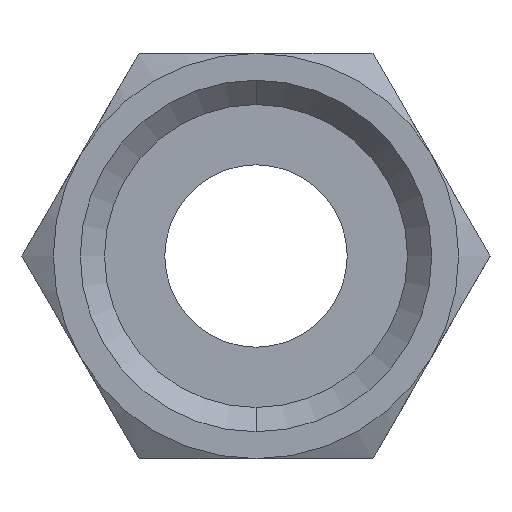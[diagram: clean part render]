
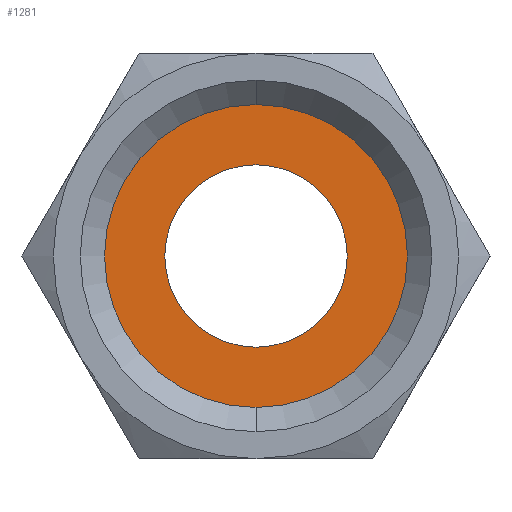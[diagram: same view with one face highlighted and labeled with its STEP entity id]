
A CAD part, front view. The second image highlights one B-rep face of the part: STEP entity #1281.
In plain terms, the highlighted planar face has unit normal (0, -1, 0).
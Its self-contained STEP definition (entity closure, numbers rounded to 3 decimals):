
#34 = CARTESIAN_POINT ( 'NONE',  ( 0., 11.5, 0. ) ) ;
#64 = DIRECTION ( 'NONE',  ( 0., 1., 0. ) ) ;
#118 = CIRCLE ( 'NONE', #508, 7.475 ) ;
#125 = CIRCLE ( 'NONE', #1211, 4.5 ) ;
#135 = VERTEX_POINT ( 'NONE', #369 ) ;
#155 = ORIENTED_EDGE ( 'NONE', *, *, #609, .F. ) ;
#185 = PLANE ( 'NONE',  #591 ) ;
#192 = EDGE_LOOP ( 'NONE', ( #1480, #155 ) ) ;
#229 = CARTESIAN_POINT ( 'NONE',  ( 0., 11.5, 0. ) ) ;
#238 = EDGE_CURVE ( 'NONE', #522, #1175, #1261, .T. ) ;
#255 = EDGE_LOOP ( 'NONE', ( #601, #1290 ) ) ;
#369 = CARTESIAN_POINT ( 'NONE',  ( 0., 11.5, 7.475 ) ) ;
#406 = CARTESIAN_POINT ( 'NONE',  ( 0., 11.5, 0. ) ) ;
#413 = DIRECTION ( 'NONE',  ( 0., -1., 0. ) ) ;
#421 = CIRCLE ( 'NONE', #1060, 7.475 ) ;
#426 = DIRECTION ( 'NONE',  ( 0., 0., 1. ) ) ;
#452 = CARTESIAN_POINT ( 'NONE',  ( 0., 11.5, -4.5 ) ) ;
#508 = AXIS2_PLACEMENT_3D ( 'NONE', #229, #1218, #730 ) ;
#522 = VERTEX_POINT ( 'NONE', #452 ) ;
#568 = CARTESIAN_POINT ( 'NONE',  ( -7.565, 11.5, -7.565 ) ) ;
#591 = AXIS2_PLACEMENT_3D ( 'NONE', #568, #64, #1171 ) ;
#598 = DIRECTION ( 'NONE',  ( 0., 1., 0. ) ) ;
#601 = ORIENTED_EDGE ( 'NONE', *, *, #1352, .F. ) ;
#609 = EDGE_CURVE ( 'NONE', #135, #1210, #118, .T. ) ;
#633 = AXIS2_PLACEMENT_3D ( 'NONE', #406, #1392, #426 ) ;
#730 = DIRECTION ( 'NONE',  ( 0., 0., -1. ) ) ;
#917 = DIRECTION ( 'NONE',  ( 0., 0., 1. ) ) ;
#976 = EDGE_CURVE ( 'NONE', #1210, #135, #421, .T. ) ;
#1030 = CARTESIAN_POINT ( 'NONE',  ( 0., 11.5, -7.475 ) ) ;
#1060 = AXIS2_PLACEMENT_3D ( 'NONE', #1334, #598, #1486 ) ;
#1130 = CARTESIAN_POINT ( 'NONE',  ( 0., 11.5, 4.5 ) ) ;
#1171 = DIRECTION ( 'NONE',  ( 0., 0., 1. ) ) ;
#1175 = VERTEX_POINT ( 'NONE', #1130 ) ;
#1210 = VERTEX_POINT ( 'NONE', #1030 ) ;
#1211 = AXIS2_PLACEMENT_3D ( 'NONE', #34, #413, #917 ) ;
#1218 = DIRECTION ( 'NONE',  ( 0., 1., 0. ) ) ;
#1261 = CIRCLE ( 'NONE', #633, 4.5 ) ;
#1281 = ADVANCED_FACE ( 'NONE', ( #1329, #1578 ), #185, .F. ) ;
#1290 = ORIENTED_EDGE ( 'NONE', *, *, #238, .F. ) ;
#1329 = FACE_BOUND ( 'NONE', #255, .T. ) ;
#1334 = CARTESIAN_POINT ( 'NONE',  ( 0., 11.5, 0. ) ) ;
#1352 = EDGE_CURVE ( 'NONE', #1175, #522, #125, .T. ) ;
#1392 = DIRECTION ( 'NONE',  ( 0., -1., 0. ) ) ;
#1480 = ORIENTED_EDGE ( 'NONE', *, *, #976, .F. ) ;
#1486 = DIRECTION ( 'NONE',  ( 0., 0., -1. ) ) ;
#1578 = FACE_OUTER_BOUND ( 'NONE', #192, .T. ) ;
